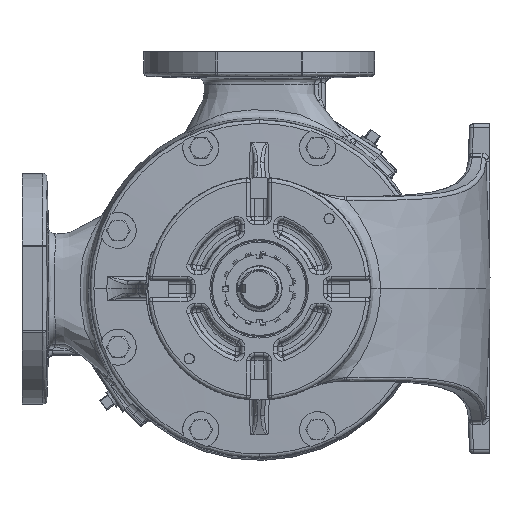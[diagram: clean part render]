
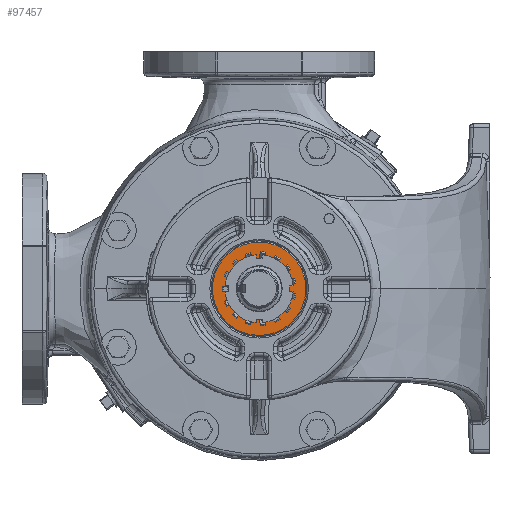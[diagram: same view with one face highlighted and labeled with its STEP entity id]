
A CAD part, left-side view. The second image highlights one B-rep face of the part: STEP entity #97457.
In plain terms, the highlighted planar face has unit normal (-1, 0, 0).
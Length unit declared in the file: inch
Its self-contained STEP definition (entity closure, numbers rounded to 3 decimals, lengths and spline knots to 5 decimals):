
#1319 = ORIENTED_EDGE ( 'NONE', *, *, #196409, .F. ) ;
#1322 = VERTEX_POINT ( 'NONE', #146671 ) ;
#8595 = CARTESIAN_POINT ( 'NONE',  ( -11.69299, 0., 0. ) ) ;
#13786 = CARTESIAN_POINT ( 'NONE',  ( -11.69299, 0., 0. ) ) ;
#16593 = DIRECTION ( 'NONE',  ( 0., 0., 1. ) ) ;
#18547 = EDGE_CURVE ( 'NONE', #27703, #129411, #75061, .T. ) ;
#27604 = AXIS2_PLACEMENT_3D ( 'NONE', #13786, #145927, #33010 ) ;
#27703 = VERTEX_POINT ( 'NONE', #175377 ) ;
#27839 = DIRECTION ( 'NONE',  ( 0., 0., -1. ) ) ;
#33010 = DIRECTION ( 'NONE',  ( 0., 0., -1. ) ) ;
#34521 = DIRECTION ( 'NONE',  ( 0., 0., 1. ) ) ;
#34564 = DIRECTION ( 'NONE',  ( -1., 0., 0. ) ) ;
#34863 = CARTESIAN_POINT ( 'NONE',  ( -11.69299, 0., 0. ) ) ;
#38863 = ORIENTED_EDGE ( 'NONE', *, *, #225290, .F. ) ;
#61634 = CARTESIAN_POINT ( 'NONE',  ( -11.69299, 0., -0.855 ) ) ;
#61815 = CIRCLE ( 'NONE', #27604, 1.415 ) ;
#68435 = AXIS2_PLACEMENT_3D ( 'NONE', #241764, #129820, #16593 ) ;
#75061 = CIRCLE ( 'NONE', #235480, 0.855 ) ;
#97457 = ADVANCED_FACE ( 'NONE', ( #156343, #106713 ), #229315, .F. ) ;
#99515 = CARTESIAN_POINT ( 'NONE',  ( -11.69299, 0.855, 0. ) ) ;
#106713 = FACE_BOUND ( 'NONE', #200024, .T. ) ;
#112955 = EDGE_CURVE ( 'NONE', #215285, #1322, #61815, .T. ) ;
#117732 = AXIS2_PLACEMENT_3D ( 'NONE', #99515, #230112, #118250 ) ;
#118250 = DIRECTION ( 'NONE',  ( 0., 0., -1. ) ) ;
#129411 = VERTEX_POINT ( 'NONE', #61634 ) ;
#129820 = DIRECTION ( 'NONE',  ( -1., 0., 0. ) ) ;
#140850 = DIRECTION ( 'NONE',  ( 1., 0., 0. ) ) ;
#145927 = DIRECTION ( 'NONE',  ( 1., 0., 0. ) ) ;
#146671 = CARTESIAN_POINT ( 'NONE',  ( -11.69299, 0., -1.415 ) ) ;
#153543 = ORIENTED_EDGE ( 'NONE', *, *, #112955, .F. ) ;
#156343 = FACE_OUTER_BOUND ( 'NONE', #173091, .T. ) ;
#159003 = ORIENTED_EDGE ( 'NONE', *, *, #18547, .F. ) ;
#173091 = EDGE_LOOP ( 'NONE', ( #1319, #153543 ) ) ;
#175377 = CARTESIAN_POINT ( 'NONE',  ( -11.69299, 0., 0.855 ) ) ;
#184113 = AXIS2_PLACEMENT_3D ( 'NONE', #8595, #140850, #27839 ) ;
#196409 = EDGE_CURVE ( 'NONE', #1322, #215285, #243767, .T. ) ;
#198448 = CARTESIAN_POINT ( 'NONE',  ( -11.69299, 0., 1.415 ) ) ;
#200024 = EDGE_LOOP ( 'NONE', ( #159003, #38863 ) ) ;
#210663 = CIRCLE ( 'NONE', #68435, 0.855 ) ;
#215285 = VERTEX_POINT ( 'NONE', #198448 ) ;
#225290 = EDGE_CURVE ( 'NONE', #129411, #27703, #210663, .T. ) ;
#229315 = PLANE ( 'NONE',  #117732 ) ;
#230112 = DIRECTION ( 'NONE',  ( 1., 0., 0. ) ) ;
#235480 = AXIS2_PLACEMENT_3D ( 'NONE', #34863, #34564, #34521 ) ;
#241764 = CARTESIAN_POINT ( 'NONE',  ( -11.69299, 0., 0. ) ) ;
#243767 = CIRCLE ( 'NONE', #184113, 1.415 ) ;
